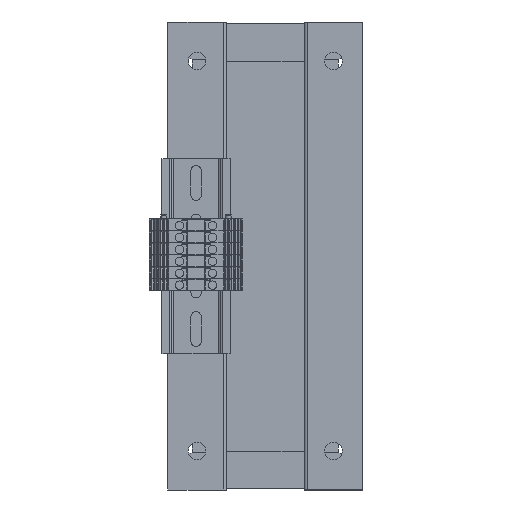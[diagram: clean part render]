
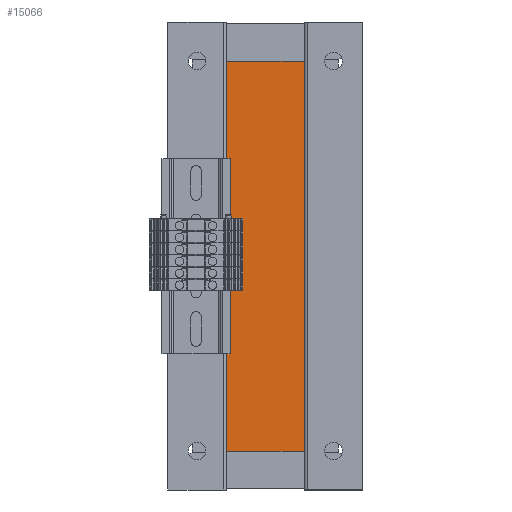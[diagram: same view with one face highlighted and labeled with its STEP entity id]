
A CAD part, front view. The second image highlights one B-rep face of the part: STEP entity #15066.
In plain terms, the highlighted planar face has unit normal (0, -1, 0).
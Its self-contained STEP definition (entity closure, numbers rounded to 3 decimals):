
#1476=FACE_OUTER_BOUND('',#2290,.T.);
#2290=EDGE_LOOP('',(#10165,#10166,#10167,#10168));
#3180=LINE('',#21932,#4865);
#3181=LINE('',#21935,#4866);
#3182=LINE('',#21937,#4867);
#3183=LINE('',#21938,#4868);
#4865=VECTOR('',#17568,10.);
#4866=VECTOR('',#17571,10.);
#4867=VECTOR('',#17572,10.);
#4868=VECTOR('',#17573,10.);
#6543=VERTEX_POINT('',#21925);
#6546=VERTEX_POINT('',#21930);
#6547=VERTEX_POINT('',#21934);
#6548=VERTEX_POINT('',#21936);
#7969=EDGE_CURVE('',#6543,#6546,#3180,.T.);
#7970=EDGE_CURVE('',#6547,#6543,#3181,.T.);
#7971=EDGE_CURVE('',#6548,#6546,#3182,.T.);
#7972=EDGE_CURVE('',#6547,#6548,#3183,.T.);
#10165=ORIENTED_EDGE('',*,*,#7970,.T.);
#10166=ORIENTED_EDGE('',*,*,#7969,.T.);
#10167=ORIENTED_EDGE('',*,*,#7971,.F.);
#10168=ORIENTED_EDGE('',*,*,#7972,.F.);
#14488=PLANE('',#16177);
#15066=ADVANCED_FACE('',(#1476),#14488,.T.);
#16177=AXIS2_PLACEMENT_3D('',#21933,#17569,#17570);
#17568=DIRECTION('',(1.,0.,0.));
#17569=DIRECTION('center_axis',(0.,-1.,0.));
#17570=DIRECTION('ref_axis',(0.,0.,-1.));
#17571=DIRECTION('',(0.,0.,-1.));
#17572=DIRECTION('',(0.,0.,-1.));
#17573=DIRECTION('',(1.,0.,0.));
#21925=CARTESIAN_POINT('',(0.,0.,0.));
#21930=CARTESIAN_POINT('',(40.,0.,0.));
#21932=CARTESIAN_POINT('',(0.,0.,0.));
#21933=CARTESIAN_POINT('Origin',(0.,0.,200.));
#21934=CARTESIAN_POINT('',(0.,0.,200.));
#21935=CARTESIAN_POINT('',(0.,0.,200.));
#21936=CARTESIAN_POINT('',(40.,0.,200.));
#21937=CARTESIAN_POINT('',(40.,0.,200.));
#21938=CARTESIAN_POINT('',(0.,0.,200.));
